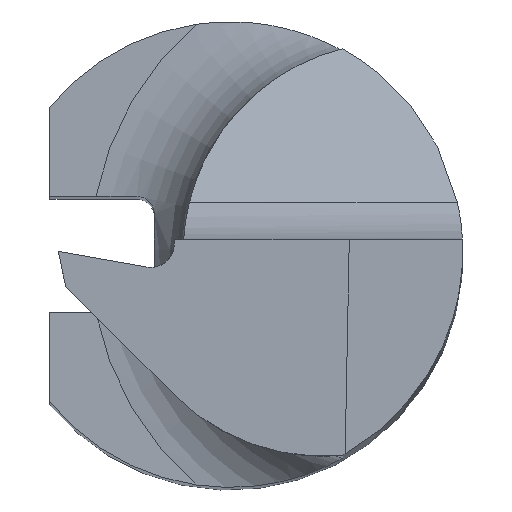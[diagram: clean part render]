
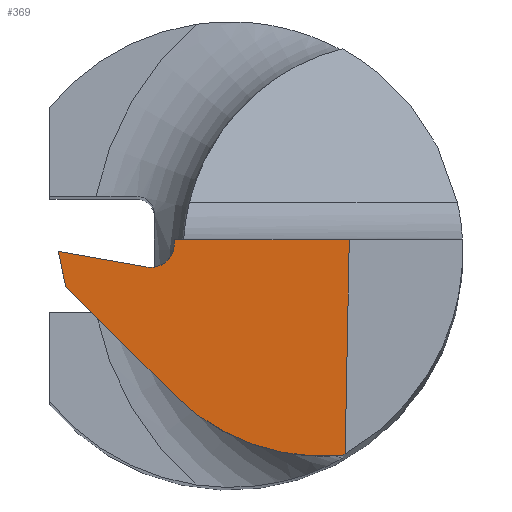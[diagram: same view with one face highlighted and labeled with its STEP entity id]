
A CAD part, top view. The second image highlights one B-rep face of the part: STEP entity #369.
In plain terms, the highlighted planar face has unit normal (0.035, -0.045, 0.998).
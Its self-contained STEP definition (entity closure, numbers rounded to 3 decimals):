
#9 = CARTESIAN_POINT ( 'NONE',  ( 0.423, -1.803, 29.852 ) ) ;
#16 = EDGE_CURVE ( 'NONE', #353, #343, #881, .T. ) ;
#51 = CARTESIAN_POINT ( 'NONE',  ( 0.968, -1.75, 29.836 ) ) ;
#52 = PLANE ( 'NONE',  #471 ) ;
#59 = LINE ( 'NONE', #186, #258 ) ;
#76 = DIRECTION ( 'NONE',  ( 0.999, 0., -0.035 ) ) ;
#84 = EDGE_CURVE ( 'NONE', #372, #509, #251, .T. ) ;
#87 = ORIENTED_EDGE ( 'NONE', *, *, #84, .F. ) ;
#112 = CARTESIAN_POINT ( 'NONE',  ( 0.968, -1.75, 29.836 ) ) ;
#121 = LINE ( 'NONE', #707, #426 ) ;
#133 = DIRECTION ( 'NONE',  ( -0.208, 0.977, 0.051 ) ) ;
#137 = ORIENTED_EDGE ( 'NONE', *, *, #558, .T. ) ;
#140 = CARTESIAN_POINT ( 'NONE',  ( -0.491, -0.08, 29.962 ) ) ;
#162 = EDGE_CURVE ( 'NONE', #263, #394, #541, .T. ) ;
#186 = CARTESIAN_POINT ( 'NONE',  ( -0.23, -0.22, 29.947 ) ) ;
#191 = CARTESIAN_POINT ( 'NONE',  ( -1.475, 0.1, 30.005 ) ) ;
#197 = FACE_OUTER_BOUND ( 'NONE', #905, .T. ) ;
#199 = ORIENTED_EDGE ( 'NONE', *, *, #403, .F. ) ;
#201 = CARTESIAN_POINT ( 'NONE',  ( -1.495, 0.096, 30.005 ) ) ;
#229 = CARTESIAN_POINT ( 'NONE',  ( -0.48, -1.231, 29.91 ) ) ;
#242 = CARTESIAN_POINT ( 'NONE',  ( -1.411, -0.3, 29.984 ) ) ;
#244 = ORIENTED_EDGE ( 'NONE', *, *, #703, .F. ) ;
#251 =( BOUNDED_CURVE ( )  B_SPLINE_CURVE ( 3, ( #785, #9, #314, #229 ),
 .UNSPECIFIED., .F., .T. ) 
 B_SPLINE_CURVE_WITH_KNOTS ( ( 4, 4 ),
 ( 0.561, 1.444 ),
 .UNSPECIFIED. ) 
 CURVE ( )  GEOMETRIC_REPRESENTATION_ITEM ( )  RATIONAL_B_SPLINE_CURVE ( ( 1., 0.936, 0.936, 1. ) ) 
 REPRESENTATION_ITEM ( '' )  );
#258 = VECTOR ( 'NONE', #1001, 1000. ) ;
#263 = VERTEX_POINT ( 'NONE', #892 ) ;
#271 = CARTESIAN_POINT ( 'NONE',  ( 1.025, 0.1, 29.917 ) ) ;
#272 = ORIENTED_EDGE ( 'NONE', *, *, #581, .F. ) ;
#274 = LINE ( 'NONE', #201, #793 ) ;
#312 = VECTOR ( 'NONE', #553, 1000. ) ;
#314 = CARTESIAN_POINT ( 'NONE',  ( -0.093, -1.619, 29.879 ) ) ;
#335 = VERTEX_POINT ( 'NONE', #242 ) ;
#338 = VERTEX_POINT ( 'NONE', #438 ) ;
#343 = VERTEX_POINT ( 'NONE', #271 ) ;
#353 = VERTEX_POINT ( 'NONE', #769 ) ;
#369 = ADVANCED_FACE ( 'NONE', ( #197 ), #52, .T. ) ;
#372 = VERTEX_POINT ( 'NONE', #112 ) ;
#379 = CARTESIAN_POINT ( 'NONE',  ( -0.48, 0.045, 29.967 ) ) ;
#380 = CARTESIAN_POINT ( 'NONE',  ( 0.99, -1.738, 29.836 ) ) ;
#394 = VERTEX_POINT ( 'NONE', #668 ) ;
#403 = EDGE_CURVE ( 'NONE', #338, #263, #59, .T. ) ;
#426 = VECTOR ( 'NONE', #998, 1000. ) ;
#438 = CARTESIAN_POINT ( 'NONE',  ( -1.475, 0., 30. ) ) ;
#462 = DIRECTION ( 'NONE',  ( 0.019, 0.999, 0.044 ) ) ;
#464 = CARTESIAN_POINT ( 'NONE',  ( -0.714, -0.134, 29.967 ) ) ;
#471 = AXIS2_PLACEMENT_3D ( 'NONE', #191, #513, #929 ) ;
#483 = EDGE_CURVE ( 'NONE', #335, #338, #274, .T. ) ;
#484 = ORIENTED_EDGE ( 'NONE', *, *, #162, .F. ) ;
#504 = ORIENTED_EDGE ( 'NONE', *, *, #16, .F. ) ;
#509 = VERTEX_POINT ( 'NONE', #601 ) ;
#513 = DIRECTION ( 'NONE',  ( 0.035, -0.045, 0.998 ) ) ;
#532 = CARTESIAN_POINT ( 'NONE',  ( -0.59, -0.156, 29.962 ) ) ;
#541 =( BOUNDED_CURVE ( )  B_SPLINE_CURVE ( 3, ( #464, #532, #140, #379 ),
 .UNSPECIFIED., .F., .F. ) 
 B_SPLINE_CURVE_WITH_KNOTS ( ( 4, 4 ),
 ( 2.308, 3.966 ),
 .UNSPECIFIED. ) 
 CURVE ( )  GEOMETRIC_REPRESENTATION_ITEM ( )  RATIONAL_B_SPLINE_CURVE ( ( 1., 0.784, 0.784, 1. ) ) 
 REPRESENTATION_ITEM ( '' )  );
#542 = CARTESIAN_POINT ( 'NONE',  ( -1.475, 0.1, 30.005 ) ) ;
#547 =( BOUNDED_CURVE ( )  B_SPLINE_CURVE ( 3, ( #380, #784, #1017, #51 ),
 .UNSPECIFIED., .F., .T. ) 
 B_SPLINE_CURVE_WITH_KNOTS ( ( 4, 4 ),
 ( 0.141, 0.154 ),
 .UNSPECIFIED. ) 
 CURVE ( )  GEOMETRIC_REPRESENTATION_ITEM ( )  RATIONAL_B_SPLINE_CURVE ( ( 1., 1., 1., 1. ) ) 
 REPRESENTATION_ITEM ( '' )  );
#553 = DIRECTION ( 'NONE',  ( 0.087, 0.995, 0.042 ) ) ;
#558 = EDGE_CURVE ( 'NONE', #751, #343, #878, .T. ) ;
#581 = EDGE_CURVE ( 'NONE', #394, #353, #717, .T. ) ;
#601 = CARTESIAN_POINT ( 'NONE',  ( -0.48, -1.231, 29.91 ) ) ;
#640 = CARTESIAN_POINT ( 'NONE',  ( -0.589, -1.203, 29.915 ) ) ;
#668 = CARTESIAN_POINT ( 'NONE',  ( -0.48, 0.045, 29.967 ) ) ;
#703 = EDGE_CURVE ( 'NONE', #751, #372, #547, .T. ) ;
#707 = CARTESIAN_POINT ( 'NONE',  ( -1.643, -0.068, 30.003 ) ) ;
#712 = EDGE_CURVE ( 'NONE', #509, #335, #121, .T. ) ;
#717 = LINE ( 'NONE', #640, #312 ) ;
#730 = ORIENTED_EDGE ( 'NONE', *, *, #712, .F. ) ;
#740 = VECTOR ( 'NONE', #76, 1000. ) ;
#751 = VERTEX_POINT ( 'NONE', #868 ) ;
#769 = CARTESIAN_POINT ( 'NONE',  ( -0.475, 0.1, 29.97 ) ) ;
#784 = CARTESIAN_POINT ( 'NONE',  ( 0.982, -1.742, 29.836 ) ) ;
#785 = CARTESIAN_POINT ( 'NONE',  ( 0.968, -1.75, 29.836 ) ) ;
#789 = CARTESIAN_POINT ( 'NONE',  ( 1.025, 0.089, 29.917 ) ) ;
#793 = VECTOR ( 'NONE', #133, 1000. ) ;
#868 = CARTESIAN_POINT ( 'NONE',  ( 0.99, -1.738, 29.836 ) ) ;
#878 = LINE ( 'NONE', #789, #919 ) ;
#881 = LINE ( 'NONE', #542, #740 ) ;
#892 = CARTESIAN_POINT ( 'NONE',  ( -0.714, -0.134, 29.967 ) ) ;
#905 = EDGE_LOOP ( 'NONE', ( #504, #272, #484, #199, #909, #730, #87, #244, #137 ) ) ;
#909 = ORIENTED_EDGE ( 'NONE', *, *, #483, .F. ) ;
#919 = VECTOR ( 'NONE', #462, 1000. ) ;
#929 = DIRECTION ( 'NONE',  ( 0., -0.999, -0.045 ) ) ;
#998 = DIRECTION ( 'NONE',  ( -0.706, 0.706, 0.056 ) ) ;
#1001 = DIRECTION ( 'NONE',  ( 0.984, -0.173, -0.042 ) ) ;
#1017 = CARTESIAN_POINT ( 'NONE',  ( 0.975, -1.746, 29.836 ) ) ;
